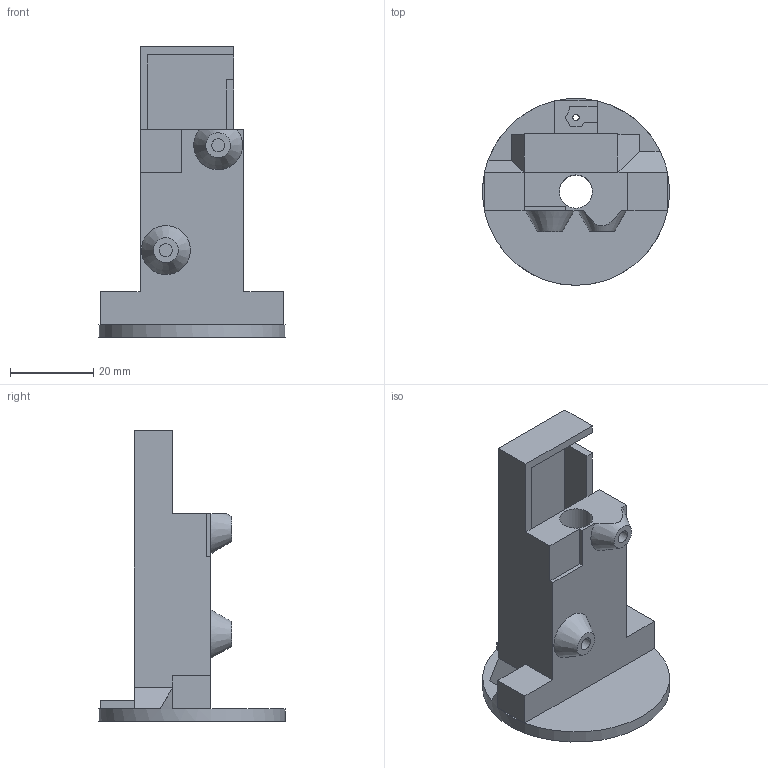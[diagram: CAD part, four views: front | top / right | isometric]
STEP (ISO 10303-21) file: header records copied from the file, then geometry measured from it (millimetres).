
FILE_DESCRIPTION(/* description */ ('STEP AP242','CAx-IF Rec.Pracs.---Representation and Presentation of Product Manufacturing Information (PMI)---4.0---2014-10-13','CAx-IF Rec.Pracs.---3D Tessellated Geometry---0.4---2014-09-14','2;1'),/* implementation_level */ '2;1');
FILE_NAME(/* name */ '653becef1a3e4b5b581ce476',/* time_stamp */ '2023-10-27T17:01:35Z',/* author */ (''),/* organization */ (''),/* preprocessor_version */ 'ST-DEVELOPER v19.4',/* originating_system */ ' ',/* authorisation */ ' ');
FILE_SCHEMA (('AP242_MANAGED_MODEL_BASED_3D_ENGINEERING_MIM_LF { 1 0 10303 442 1 1 4 }'));
Length unit declared in the file: metre
Products named in the file (1): Part 1
Bounding box: 44.98 x 44.94 x 70 mm (x, y, z)
Volume: 19036 mm3; surface area: 13938 mm2
Topology: 1 solids, 1 shells, 70 faces, 176 edges, 112 vertices
Faces by surface type: plane 61, cylinder 7, cone 2
Full cylindrical faces by diameter (mm): 1.5 x1, 3.15 x2, 5.7 x2, 8 x1, 45 x1
Entity records: 2039 total; most frequent: CARTESIAN_POINT 358, DIRECTION 332, ORIENTED_EDGE 330, EDGE_CURVE 165, LINE 138, VECTOR 138, VERTEX_POINT 110, AXIS2_PLACEMENT_3D 97
